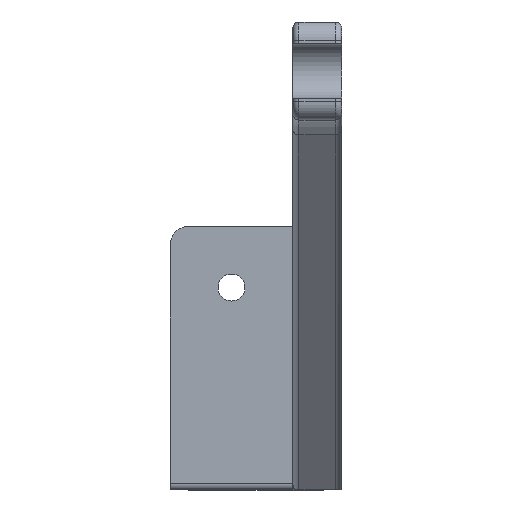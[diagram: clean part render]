
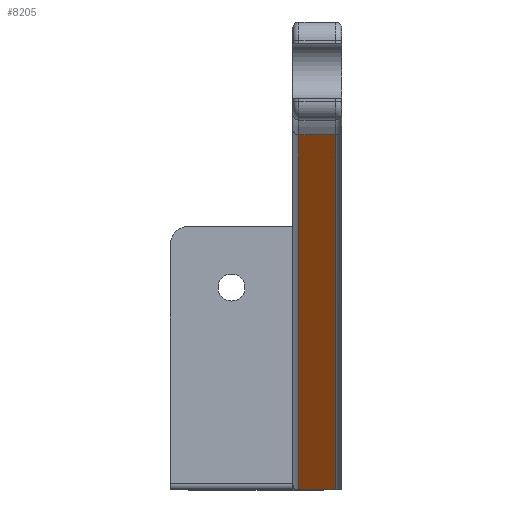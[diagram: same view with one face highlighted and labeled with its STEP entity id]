
A CAD part, top view. The second image highlights one B-rep face of the part: STEP entity #8205.
In plain terms, the highlighted planar face has unit normal (0, -0.94, 0.342).
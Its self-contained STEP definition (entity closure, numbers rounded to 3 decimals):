
#100 = PLANE('',#101);
#101 = AXIS2_PLACEMENT_3D('',#102,#103,#104);
#102 = CARTESIAN_POINT('',(8.,-21.5,0.));
#103 = DIRECTION('',(0.,-1.,0.));
#104 = DIRECTION('',(-1.,0.,0.));
#128 = CYLINDRICAL_SURFACE('',#129,1.);
#129 = AXIS2_PLACEMENT_3D('',#130,#131,#132);
#130 = CARTESIAN_POINT('',(7.,-20.56,-0.342));
#131 = DIRECTION('',(0.,0.342,0.94));
#132 = DIRECTION('',(1.,0.,0.));
#2987 = VERTEX_POINT('',#2988);
#2988 = CARTESIAN_POINT('',(7.,-21.5,0.));
#3016 = EDGE_CURVE('',#3017,#2987,#3019,.T.);
#3017 = VERTEX_POINT('',#3018);
#3018 = CARTESIAN_POINT('',(1.,-21.5,0.));
#3019 = SURFACE_CURVE('',#3020,(#3024,#3031),.PCURVE_S1.);
#3020 = LINE('',#3021,#3022);
#3021 = CARTESIAN_POINT('',(0.,-21.5,0.)
  );
#3022 = VECTOR('',#3023,1.);
#3023 = DIRECTION('',(1.,0.,0.));
#3024 = PCURVE('',#100,#3025);
#3025 = DEFINITIONAL_REPRESENTATION('',(#3026),#3030);
#3026 = LINE('',#3027,#3028);
#3027 = CARTESIAN_POINT('',(8.,0.));
#3028 = VECTOR('',#3029,1.);
#3029 = DIRECTION('',(-1.,0.));
#3030 = ( GEOMETRIC_REPRESENTATION_CONTEXT(2) 
PARAMETRIC_REPRESENTATION_CONTEXT() REPRESENTATION_CONTEXT('2D SPACE',''
  ) );
#3031 = PCURVE('',#3032,#3037);
#3032 = PLANE('',#3033);
#3033 = AXIS2_PLACEMENT_3D('',#3034,#3035,#3036);
#3034 = CARTESIAN_POINT('',(0.,-21.5,0.)
  );
#3035 = DIRECTION('',(0.,-0.94,0.342
    ));
#3036 = DIRECTION('',(0.,0.342,0.94)
  );
#3037 = DEFINITIONAL_REPRESENTATION('',(#3038),#3042);
#3038 = LINE('',#3039,#3040);
#3039 = CARTESIAN_POINT('',(0.,0.));
#3040 = VECTOR('',#3041,1.);
#3041 = DIRECTION('',(0.,-1.));
#3042 = ( GEOMETRIC_REPRESENTATION_CONTEXT(2) 
PARAMETRIC_REPRESENTATION_CONTEXT() REPRESENTATION_CONTEXT('2D SPACE',''
  ) );
#3061 = CYLINDRICAL_SURFACE('',#3062,1.);
#3062 = AXIS2_PLACEMENT_3D('',#3063,#3064,#3065);
#3063 = CARTESIAN_POINT('',(1.,-20.56,
    -0.342));
#3064 = DIRECTION('',(0.,0.342,0.94)
  );
#3065 = DIRECTION('',(-1.,0.,0.));
#3225 = EDGE_CURVE('',#2987,#3226,#3228,.T.);
#3226 = VERTEX_POINT('',#3227);
#3227 = CARTESIAN_POINT('',(7.,36.143,158.372));
#3228 = SURFACE_CURVE('',#3229,(#3233,#3240),.PCURVE_S1.);
#3229 = LINE('',#3230,#3231);
#3230 = CARTESIAN_POINT('',(7.,-21.5,0.));
#3231 = VECTOR('',#3232,1.);
#3232 = DIRECTION('',(0.,0.342,0.94)
  );
#3233 = PCURVE('',#128,#3234);
#3234 = DEFINITIONAL_REPRESENTATION('',(#3235),#3239);
#3235 = LINE('',#3236,#3237);
#3236 = CARTESIAN_POINT('',(-1.571,0.));
#3237 = VECTOR('',#3238,1.);
#3238 = DIRECTION('',(-0.,1.));
#3239 = ( GEOMETRIC_REPRESENTATION_CONTEXT(2) 
PARAMETRIC_REPRESENTATION_CONTEXT() REPRESENTATION_CONTEXT('2D SPACE',''
  ) );
#3240 = PCURVE('',#3032,#3241);
#3241 = DEFINITIONAL_REPRESENTATION('',(#3242),#3246);
#3242 = LINE('',#3243,#3244);
#3243 = CARTESIAN_POINT('',(0.,-7.));
#3244 = VECTOR('',#3245,1.);
#3245 = DIRECTION('',(1.,0.));
#3246 = ( GEOMETRIC_REPRESENTATION_CONTEXT(2) 
PARAMETRIC_REPRESENTATION_CONTEXT() REPRESENTATION_CONTEXT('2D SPACE',''
  ) );
#3364 = CYLINDRICAL_SURFACE('',#3365,40.);
#3365 = AXIS2_PLACEMENT_3D('',#3366,#3367,#3368);
#3366 = CARTESIAN_POINT('',(0.,-1.445,
    172.053));
#3367 = DIRECTION('',(1.,0.,0.));
#3368 = DIRECTION('',(0.,0.94,-0.342)
  );
#8135 = EDGE_CURVE('',#3017,#8136,#8138,.T.);
#8136 = VERTEX_POINT('',#8137);
#8137 = CARTESIAN_POINT('',(1.,36.143,
    158.372));
#8138 = SURFACE_CURVE('',#8139,(#8143,#8150),.PCURVE_S1.);
#8139 = LINE('',#8140,#8141);
#8140 = CARTESIAN_POINT('',(1.,-21.5,0.));
#8141 = VECTOR('',#8142,1.);
#8142 = DIRECTION('',(0.,0.342,0.94)
  );
#8143 = PCURVE('',#3061,#8144);
#8144 = DEFINITIONAL_REPRESENTATION('',(#8145),#8149);
#8145 = LINE('',#8146,#8147);
#8146 = CARTESIAN_POINT('',(1.571,0.));
#8147 = VECTOR('',#8148,1.);
#8148 = DIRECTION('',(0.,1.));
#8149 = ( GEOMETRIC_REPRESENTATION_CONTEXT(2) 
PARAMETRIC_REPRESENTATION_CONTEXT() REPRESENTATION_CONTEXT('2D SPACE',''
  ) );
#8150 = PCURVE('',#3032,#8151);
#8151 = DEFINITIONAL_REPRESENTATION('',(#8152),#8156);
#8152 = LINE('',#8153,#8154);
#8153 = CARTESIAN_POINT('',(0.,-1.));
#8154 = VECTOR('',#8155,1.);
#8155 = DIRECTION('',(1.,0.));
#8156 = ( GEOMETRIC_REPRESENTATION_CONTEXT(2) 
PARAMETRIC_REPRESENTATION_CONTEXT() REPRESENTATION_CONTEXT('2D SPACE',''
  ) );
#8205 = ADVANCED_FACE('',(#8206),#3032,.T.);
#8206 = FACE_BOUND('',#8207,.T.);
#8207 = EDGE_LOOP('',(#8208,#8209,#8210,#8231));
#8208 = ORIENTED_EDGE('',*,*,#3016,.T.);
#8209 = ORIENTED_EDGE('',*,*,#3225,.T.);
#8210 = ORIENTED_EDGE('',*,*,#8211,.F.);
#8211 = EDGE_CURVE('',#8136,#3226,#8212,.T.);
#8212 = SURFACE_CURVE('',#8213,(#8217,#8224),.PCURVE_S1.);
#8213 = LINE('',#8214,#8215);
#8214 = CARTESIAN_POINT('',(0.,36.143,
    158.372));
#8215 = VECTOR('',#8216,1.);
#8216 = DIRECTION('',(1.,0.,0.));
#8217 = PCURVE('',#3032,#8218);
#8218 = DEFINITIONAL_REPRESENTATION('',(#8219),#8223);
#8219 = LINE('',#8220,#8221);
#8220 = CARTESIAN_POINT('',(168.536,0.));
#8221 = VECTOR('',#8222,1.);
#8222 = DIRECTION('',(0.,-1.));
#8223 = ( GEOMETRIC_REPRESENTATION_CONTEXT(2) 
PARAMETRIC_REPRESENTATION_CONTEXT() REPRESENTATION_CONTEXT('2D SPACE',''
  ) );
#8224 = PCURVE('',#3364,#8225);
#8225 = DEFINITIONAL_REPRESENTATION('',(#8226),#8230);
#8226 = LINE('',#8227,#8228);
#8227 = CARTESIAN_POINT('',(0.,0.));
#8228 = VECTOR('',#8229,1.);
#8229 = DIRECTION('',(0.,1.));
#8230 = ( GEOMETRIC_REPRESENTATION_CONTEXT(2) 
PARAMETRIC_REPRESENTATION_CONTEXT() REPRESENTATION_CONTEXT('2D SPACE',''
  ) );
#8231 = ORIENTED_EDGE('',*,*,#8135,.F.);
